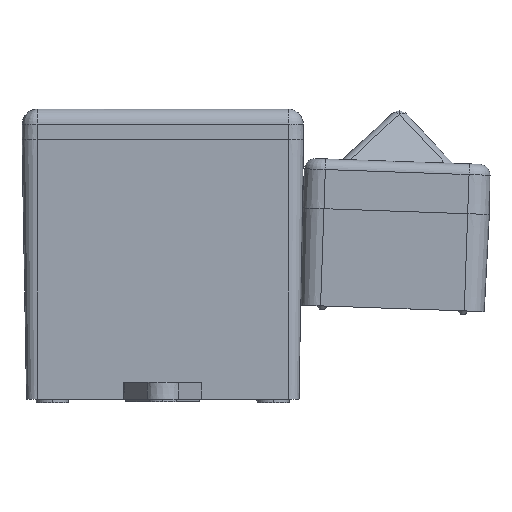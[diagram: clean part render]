
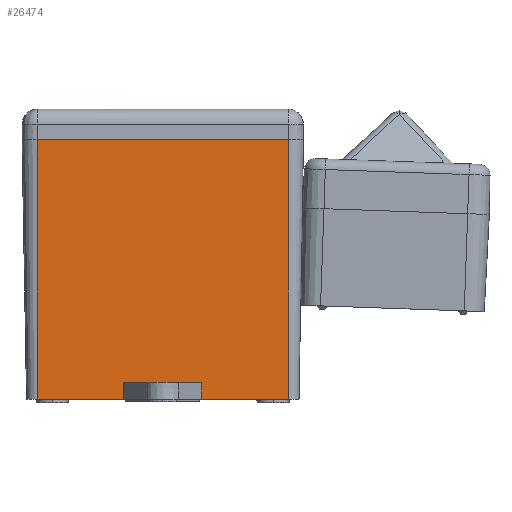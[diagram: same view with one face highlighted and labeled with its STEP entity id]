
A CAD part, left-side view. The second image highlights one B-rep face of the part: STEP entity #26474.
In plain terms, the highlighted face is planar.
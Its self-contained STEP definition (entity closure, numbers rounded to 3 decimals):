
#1347 = PLANE ( 'NONE',  #47152 ) ;
#1955 = FACE_OUTER_BOUND ( 'NONE', #48924, .T. ) ;
#2444 = DIRECTION ( 'NONE',  ( 0., -1., 0. ) ) ;
#3188 = VERTEX_POINT ( 'NONE', #10580 ) ;
#4329 = ORIENTED_EDGE ( 'NONE', *, *, #40851, .F. ) ;
#5608 = VERTEX_POINT ( 'NONE', #48778 ) ;
#6556 = DIRECTION ( 'NONE',  ( -0.017, -0.017, -1. ) ) ;
#6852 = CARTESIAN_POINT ( 'NONE',  ( -64.987, 16.018, 0.733 ) ) ;
#6908 = VECTOR ( 'NONE', #42763, 1000. ) ;
#7322 = ORIENTED_EDGE ( 'NONE', *, *, #50200, .F. ) ;
#8135 = LINE ( 'NONE', #28181, #57808 ) ;
#9903 = VECTOR ( 'NONE', #55956, 1000. ) ;
#10309 = CARTESIAN_POINT ( 'NONE',  ( -62.905, 58., 120. ) ) ;
#10450 = DIRECTION ( 'NONE',  ( 0., 1., 0. ) ) ;
#10580 = CARTESIAN_POINT ( 'NONE',  ( -62.905, 58., 120. ) ) ;
#11983 = VECTOR ( 'NONE', #6556, 1000. ) ;
#12822 = VERTEX_POINT ( 'NONE', #35054 ) ;
#14700 = LINE ( 'NONE', #10309, #56467 ) ;
#15310 = VERTEX_POINT ( 'NONE', #41744 ) ;
#18028 = CARTESIAN_POINT ( 'NONE',  ( -65.023, -15.983, -1.291 ) ) ;
#18258 = EDGE_CURVE ( 'NONE', #40074, #55708, #8135, .T. ) ;
#18494 = ORIENTED_EDGE ( 'NONE', *, *, #36590, .F. ) ;
#18910 = LINE ( 'NONE', #28308, #6908 ) ;
#24604 = CARTESIAN_POINT ( 'NONE',  ( -65., 58., 0. ) ) ;
#24690 = CARTESIAN_POINT ( 'NONE',  ( -65., -58., 0. ) ) ;
#25918 = ORIENTED_EDGE ( 'NONE', *, *, #32083, .F. ) ;
#26474 = ADVANCED_FACE ( 'NONE', ( #1955 ), #1347, .T. ) ;
#27542 = CARTESIAN_POINT ( 'NONE',  ( -62.905, -58., 120. ) ) ;
#28181 = CARTESIAN_POINT ( 'NONE',  ( -65., 58., 0. ) ) ;
#28308 = CARTESIAN_POINT ( 'NONE',  ( -65., 58., 0. ) ) ;
#29789 = LINE ( 'NONE', #6852, #11983 ) ;
#31291 = LINE ( 'NONE', #36948, #50718 ) ;
#32071 = CARTESIAN_POINT ( 'NONE',  ( -63.045, 17.96, 112. ) ) ;
#32083 = EDGE_CURVE ( 'NONE', #5608, #39200, #36830, .T. ) ;
#32412 = EDGE_CURVE ( 'NONE', #3188, #40074, #18910, .T. ) ;
#32534 = ORIENTED_EDGE ( 'NONE', *, *, #62108, .F. ) ;
#33847 = DIRECTION ( 'NONE',  ( 0., -1., 0. ) ) ;
#35054 = CARTESIAN_POINT ( 'NONE',  ( -62.905, 18.1, 120. ) ) ;
#35211 = CARTESIAN_POINT ( 'NONE',  ( -65., 58., 0. ) ) ;
#36586 = ORIENTED_EDGE ( 'NONE', *, *, #18258, .T. ) ;
#36590 = EDGE_CURVE ( 'NONE', #15310, #5608, #61039, .T. ) ;
#36830 = LINE ( 'NONE', #60689, #9903 ) ;
#36948 = CARTESIAN_POINT ( 'NONE',  ( -63.045, 58., 112. ) ) ;
#37789 = ORIENTED_EDGE ( 'NONE', *, *, #32412, .T. ) ;
#39200 = VERTEX_POINT ( 'NONE', #27542 ) ;
#40074 = VERTEX_POINT ( 'NONE', #24604 ) ;
#40851 = EDGE_CURVE ( 'NONE', #39200, #55708, #47085, .T. ) ;
#41443 = CARTESIAN_POINT ( 'NONE',  ( -65., -58., 0. ) ) ;
#41744 = CARTESIAN_POINT ( 'NONE',  ( -63.045, -17.96, 112. ) ) ;
#42763 = DIRECTION ( 'NONE',  ( -0.017, 0., -1. ) ) ;
#47085 = LINE ( 'NONE', #41443, #56429 ) ;
#47152 = AXIS2_PLACEMENT_3D ( 'NONE', #35211, #53429, #10450 ) ;
#47252 = VECTOR ( 'NONE', #56303, 1000. ) ;
#47315 = DIRECTION ( 'NONE',  ( 0., -1., 0. ) ) ;
#48778 = CARTESIAN_POINT ( 'NONE',  ( -62.905, -18.1, 120. ) ) ;
#48924 = EDGE_LOOP ( 'NONE', ( #18494, #54904, #32534, #7322, #37789, #36586, #4329, #25918 ) ) ;
#50200 = EDGE_CURVE ( 'NONE', #3188, #12822, #14700, .T. ) ;
#50718 = VECTOR ( 'NONE', #2444, 1000. ) ;
#53381 = VERTEX_POINT ( 'NONE', #32071 ) ;
#53429 = DIRECTION ( 'NONE',  ( -1., 0., 0.017 ) ) ;
#54904 = ORIENTED_EDGE ( 'NONE', *, *, #56167, .F. ) ;
#55708 = VERTEX_POINT ( 'NONE', #24690 ) ;
#55956 = DIRECTION ( 'NONE',  ( 0., -1., 0. ) ) ;
#56167 = EDGE_CURVE ( 'NONE', #53381, #15310, #31291, .T. ) ;
#56303 = DIRECTION ( 'NONE',  ( 0.017, -0.017, 1. ) ) ;
#56429 = VECTOR ( 'NONE', #56812, 1000. ) ;
#56467 = VECTOR ( 'NONE', #33847, 1000. ) ;
#56812 = DIRECTION ( 'NONE',  ( -0.017, 0., -1. ) ) ;
#57808 = VECTOR ( 'NONE', #47315, 1000. ) ;
#60689 = CARTESIAN_POINT ( 'NONE',  ( -62.905, 58., 120. ) ) ;
#61039 = LINE ( 'NONE', #18028, #47252 ) ;
#62108 = EDGE_CURVE ( 'NONE', #12822, #53381, #29789, .T. ) ;
